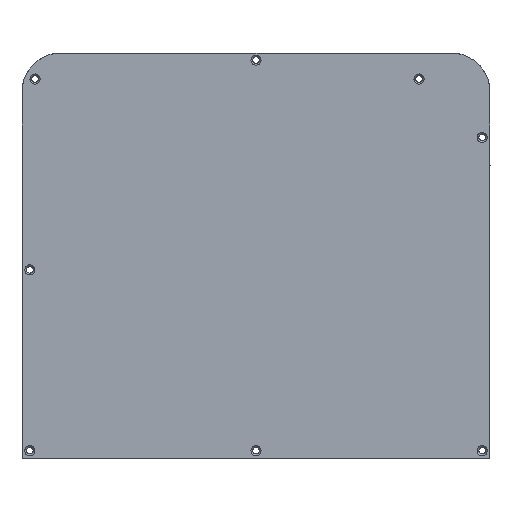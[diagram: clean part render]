
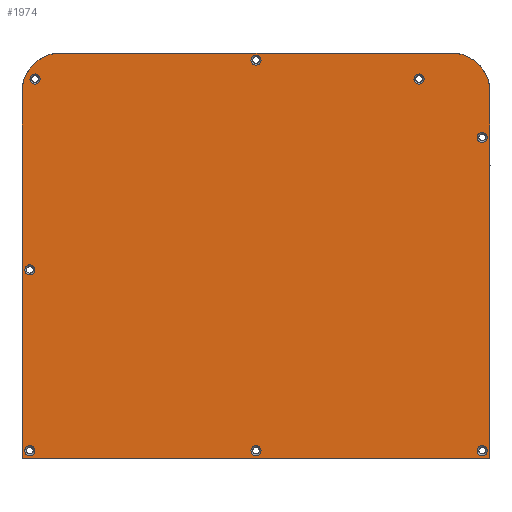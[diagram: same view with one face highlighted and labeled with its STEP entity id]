
A CAD part, front view. The second image highlights one B-rep face of the part: STEP entity #1974.
In plain terms, the highlighted planar face has unit normal (0, -1, 0).
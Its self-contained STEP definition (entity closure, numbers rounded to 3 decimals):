
#80=FACE_BOUND('',#472,.T.);
#81=FACE_BOUND('',#473,.T.);
#82=FACE_BOUND('',#474,.T.);
#83=FACE_BOUND('',#475,.T.);
#84=FACE_BOUND('',#476,.T.);
#85=FACE_BOUND('',#477,.T.);
#86=FACE_BOUND('',#478,.T.);
#87=FACE_BOUND('',#479,.T.);
#156=CIRCLE('',#2180,1.95);
#158=CIRCLE('',#2183,1.95);
#160=CIRCLE('',#2186,1.95);
#162=CIRCLE('',#2189,1.95);
#164=CIRCLE('',#2192,1.95);
#166=CIRCLE('',#2195,1.95);
#168=CIRCLE('',#2198,1.95);
#170=CIRCLE('',#2201,1.95);
#172=CIRCLE('',#2204,15.);
#173=CIRCLE('',#2205,15.);
#216=PLANE('',#2203);
#319=FACE_OUTER_BOUND('',#471,.T.);
#471=EDGE_LOOP('',(#1736,#1737,#1738,#1739,#1740,#1741));
#472=EDGE_LOOP('',(#1742));
#473=EDGE_LOOP('',(#1743));
#474=EDGE_LOOP('',(#1744));
#475=EDGE_LOOP('',(#1745));
#476=EDGE_LOOP('',(#1746));
#477=EDGE_LOOP('',(#1747));
#478=EDGE_LOOP('',(#1748));
#479=EDGE_LOOP('',(#1749));
#654=LINE('',#3388,#812);
#655=LINE('',#3390,#813);
#656=LINE('',#3392,#814);
#657=LINE('',#3395,#815);
#812=VECTOR('',#2762,10.);
#813=VECTOR('',#2763,10.);
#814=VECTOR('',#2764,10.);
#815=VECTOR('',#2767,10.);
#984=VERTEX_POINT('',#3336);
#986=VERTEX_POINT('',#3342);
#988=VERTEX_POINT('',#3348);
#990=VERTEX_POINT('',#3354);
#992=VERTEX_POINT('',#3360);
#994=VERTEX_POINT('',#3366);
#996=VERTEX_POINT('',#3372);
#998=VERTEX_POINT('',#3378);
#1000=VERTEX_POINT('',#3384);
#1001=VERTEX_POINT('',#3385);
#1002=VERTEX_POINT('',#3387);
#1003=VERTEX_POINT('',#3389);
#1004=VERTEX_POINT('',#3391);
#1005=VERTEX_POINT('',#3393);
#1232=EDGE_CURVE('',#984,#984,#156,.T.);
#1235=EDGE_CURVE('',#986,#986,#158,.T.);
#1238=EDGE_CURVE('',#988,#988,#160,.T.);
#1241=EDGE_CURVE('',#990,#990,#162,.T.);
#1244=EDGE_CURVE('',#992,#992,#164,.T.);
#1247=EDGE_CURVE('',#994,#994,#166,.T.);
#1250=EDGE_CURVE('',#996,#996,#168,.T.);
#1253=EDGE_CURVE('',#998,#998,#170,.T.);
#1256=EDGE_CURVE('',#1000,#1001,#172,.T.);
#1257=EDGE_CURVE('',#1001,#1002,#654,.T.);
#1258=EDGE_CURVE('',#1002,#1003,#655,.T.);
#1259=EDGE_CURVE('',#1003,#1004,#656,.T.);
#1260=EDGE_CURVE('',#1004,#1005,#173,.T.);
#1261=EDGE_CURVE('',#1005,#1000,#657,.T.);
#1736=ORIENTED_EDGE('',*,*,#1256,.T.);
#1737=ORIENTED_EDGE('',*,*,#1257,.T.);
#1738=ORIENTED_EDGE('',*,*,#1258,.T.);
#1739=ORIENTED_EDGE('',*,*,#1259,.T.);
#1740=ORIENTED_EDGE('',*,*,#1260,.T.);
#1741=ORIENTED_EDGE('',*,*,#1261,.T.);
#1742=ORIENTED_EDGE('',*,*,#1253,.T.);
#1743=ORIENTED_EDGE('',*,*,#1250,.T.);
#1744=ORIENTED_EDGE('',*,*,#1247,.T.);
#1745=ORIENTED_EDGE('',*,*,#1244,.T.);
#1746=ORIENTED_EDGE('',*,*,#1241,.T.);
#1747=ORIENTED_EDGE('',*,*,#1238,.T.);
#1748=ORIENTED_EDGE('',*,*,#1235,.T.);
#1749=ORIENTED_EDGE('',*,*,#1232,.T.);
#1974=ADVANCED_FACE('',(#319,#80,#81,#82,#83,#84,#85,#86,#87),#216,.F.);
#2180=AXIS2_PLACEMENT_3D('',#3337,#2704,#2705);
#2183=AXIS2_PLACEMENT_3D('',#3343,#2711,#2712);
#2186=AXIS2_PLACEMENT_3D('',#3349,#2718,#2719);
#2189=AXIS2_PLACEMENT_3D('',#3355,#2725,#2726);
#2192=AXIS2_PLACEMENT_3D('',#3361,#2732,#2733);
#2195=AXIS2_PLACEMENT_3D('',#3367,#2739,#2740);
#2198=AXIS2_PLACEMENT_3D('',#3373,#2746,#2747);
#2201=AXIS2_PLACEMENT_3D('',#3379,#2753,#2754);
#2203=AXIS2_PLACEMENT_3D('',#3383,#2758,#2759);
#2204=AXIS2_PLACEMENT_3D('',#3386,#2760,#2761);
#2205=AXIS2_PLACEMENT_3D('',#3394,#2765,#2766);
#2704=DIRECTION('center_axis',(0.,1.,0.));
#2705=DIRECTION('ref_axis',(0.,0.,-1.));
#2711=DIRECTION('center_axis',(0.,1.,0.));
#2712=DIRECTION('ref_axis',(0.,0.,-1.));
#2718=DIRECTION('center_axis',(0.,1.,0.));
#2719=DIRECTION('ref_axis',(0.,0.,-1.));
#2725=DIRECTION('center_axis',(0.,1.,0.));
#2726=DIRECTION('ref_axis',(0.,0.,-1.));
#2732=DIRECTION('center_axis',(0.,1.,0.));
#2733=DIRECTION('ref_axis',(0.,0.,-1.));
#2739=DIRECTION('center_axis',(0.,1.,0.));
#2740=DIRECTION('ref_axis',(0.,0.,-1.));
#2746=DIRECTION('center_axis',(0.,1.,0.));
#2747=DIRECTION('ref_axis',(0.,0.,-1.));
#2753=DIRECTION('center_axis',(0.,1.,0.));
#2754=DIRECTION('ref_axis',(0.,0.,-1.));
#2758=DIRECTION('center_axis',(0.,1.,0.));
#2759=DIRECTION('ref_axis',(1.,0.,0.));
#2760=DIRECTION('center_axis',(0.,-1.,0.));
#2761=DIRECTION('ref_axis',(-1.,0.,0.));
#2762=DIRECTION('',(0.,0.,-1.));
#2763=DIRECTION('',(1.,0.,0.));
#2764=DIRECTION('',(0.,0.,1.));
#2765=DIRECTION('center_axis',(0.,-1.,0.));
#2766=DIRECTION('ref_axis',(0.161,0.,0.987));
#2767=DIRECTION('',(-1.,0.,0.));
#3336=CARTESIAN_POINT('',(-9.995,-1.,6.925));
#3337=CARTESIAN_POINT('Origin',(-9.995,-1.,4.975));
#3342=CARTESIAN_POINT('',(137.701,-1.,6.925));
#3343=CARTESIAN_POINT('Origin',(137.701,-1.,4.975));
#3348=CARTESIAN_POINT('',(162.,-1.,-136.05));
#3349=CARTESIAN_POINT('Origin',(162.,-1.,-138.));
#3354=CARTESIAN_POINT('',(75.,-1.,-136.05));
#3355=CARTESIAN_POINT('Origin',(75.,-1.,-138.));
#3360=CARTESIAN_POINT('',(-12.,-1.,-136.05));
#3361=CARTESIAN_POINT('Origin',(-12.,-1.,-138.));
#3366=CARTESIAN_POINT('',(-12.,-1.,-66.505));
#3367=CARTESIAN_POINT('Origin',(-12.,-1.,-68.455));
#3372=CARTESIAN_POINT('',(162.,-1.,-15.562));
#3373=CARTESIAN_POINT('Origin',(162.,-1.,-17.512));
#3378=CARTESIAN_POINT('',(75.,-1.,14.175));
#3379=CARTESIAN_POINT('Origin',(75.,-1.,12.225));
#3383=CARTESIAN_POINT('Origin',(75.,-1.,-63.097));
#3384=CARTESIAN_POINT('',(-2.41,-1.,14.805));
#3385=CARTESIAN_POINT('',(-15.,-1.,0.));
#3386=CARTESIAN_POINT('Origin',(0.,-1.,0.));
#3387=CARTESIAN_POINT('',(-15.,-1.,-141.));
#3388=CARTESIAN_POINT('',(-15.,-1.,0.));
#3389=CARTESIAN_POINT('',(165.,-1.,-141.));
#3390=CARTESIAN_POINT('',(-15.,-1.,-141.));
#3391=CARTESIAN_POINT('',(165.,-1.,0.));
#3392=CARTESIAN_POINT('',(165.,-1.,-141.));
#3393=CARTESIAN_POINT('',(152.41,-1.,14.805));
#3394=CARTESIAN_POINT('Origin',(150.,-1.,0.));
#3395=CARTESIAN_POINT('',(152.41,-1.,14.805));
